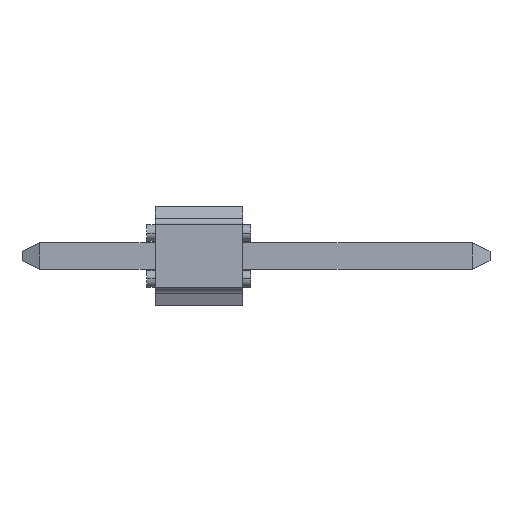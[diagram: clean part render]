
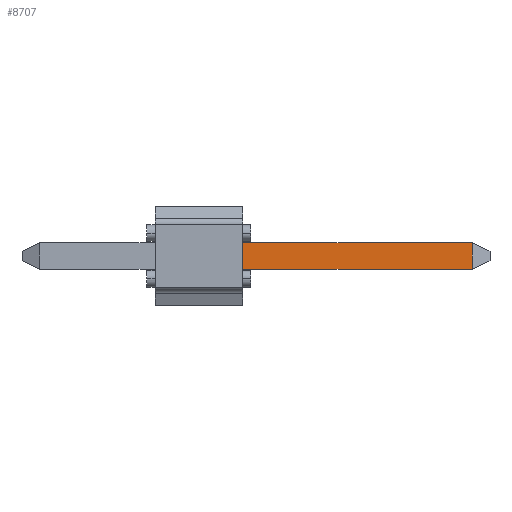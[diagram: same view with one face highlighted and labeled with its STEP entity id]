
A CAD part, front view. The second image highlights one B-rep face of the part: STEP entity #8707.
In plain terms, the highlighted planar face has unit normal (0, -1, 0).
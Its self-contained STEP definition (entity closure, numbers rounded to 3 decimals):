
#838=DIRECTION('',(0.,0.,-1.));
#839=VECTOR('',#838,0.64);
#840=CARTESIAN_POINT('',(2.14,-38.42,0.32));
#841=LINE('1381',#840,#839);
#842=DIRECTION('',(1.,0.,0.));
#843=VECTOR('',#842,5.611);
#844=CARTESIAN_POINT('',(2.14,-38.42,0.32));
#845=LINE('1389',#844,#843);
#846=DIRECTION('',(-1.,0.,0.));
#847=VECTOR('',#846,5.611);
#848=CARTESIAN_POINT('',(7.751,-38.42,-0.32));
#849=LINE('1384',#848,#847);
#5594=DIRECTION('',(0.,0.,1.));
#5595=VECTOR('',#5594,0.64);
#5596=CARTESIAN_POINT('',(7.751,-38.42,-0.32));
#5597=LINE('518',#5596,#5595);
#6333=CARTESIAN_POINT('',(7.751,-38.42,-0.32));
#6335=VERTEX_POINT('',#6333);
#6346=CARTESIAN_POINT('',(7.751,-38.42,0.32));
#6347=VERTEX_POINT('',#6346);
#6942=CARTESIAN_POINT('',(2.14,-38.42,-0.32));
#6944=VERTEX_POINT('',#6942);
#6951=CARTESIAN_POINT('',(2.14,-38.42,0.32));
#6953=VERTEX_POINT('',#6951);
#8693=CARTESIAN_POINT('',(2.465,-38.42,0.));
#8694=DIRECTION('',(0.,1.,0.));
#8695=DIRECTION('',(0.,0.,-1.));
#8696=AXIS2_PLACEMENT_3D('',#8693,#8694,#8695);
#8697=PLANE('494',#8696);
#8699=ORIENTED_EDGE('1381',*,*,#8698,.F.);
#8701=ORIENTED_EDGE('1389',*,*,#8700,.T.);
#8703=ORIENTED_EDGE('518',*,*,#8702,.F.);
#8704=ORIENTED_EDGE('1384',*,*,#8047,.T.);
#8705=EDGE_LOOP('494',(#8699,#8701,#8703,#8704));
#8706=FACE_OUTER_BOUND('494',#8705,.F.);
#8047=EDGE_CURVE('1384',#6335,#6944,#849,.T.);
#8698=EDGE_CURVE('1381',#6953,#6944,#841,.T.);
#8700=EDGE_CURVE('1389',#6953,#6347,#845,.T.);
#8702=EDGE_CURVE('518',#6335,#6347,#5597,.T.);
#8707=ADVANCED_FACE('494',(#8706),#8697,.F.);
